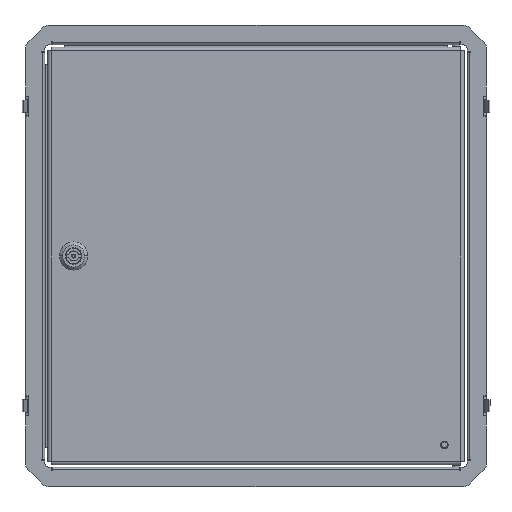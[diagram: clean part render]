
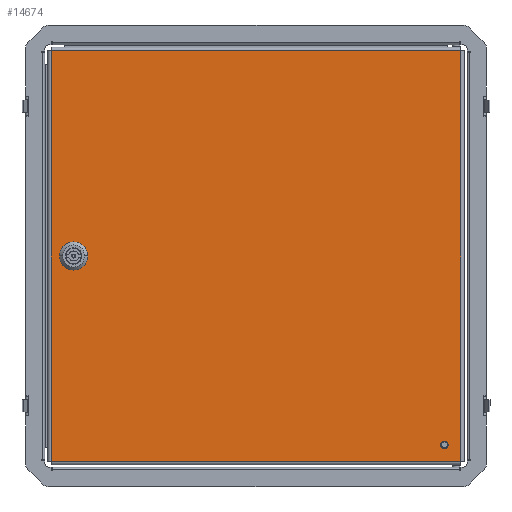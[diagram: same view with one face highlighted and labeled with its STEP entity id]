
A CAD part, top view. The second image highlights one B-rep face of the part: STEP entity #14674.
In plain terms, the highlighted planar face has unit normal (0, 0, 1).
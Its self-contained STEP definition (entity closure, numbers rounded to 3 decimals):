
#365 = VERTEX_POINT ( 'NONE', #2919 ) ;
#489 = AXIS2_PLACEMENT_3D ( 'NONE', #8576, #2200, #25533 ) ;
#864 = EDGE_CURVE ( 'NONE', #9608, #1548, #27014, .T. ) ;
#980 = EDGE_LOOP ( 'NONE', ( #18893, #17611, #23189, #13875 ) ) ;
#1532 = VERTEX_POINT ( 'NONE', #25920 ) ;
#1548 = VERTEX_POINT ( 'NONE', #2581 ) ;
#1604 = CARTESIAN_POINT ( 'NONE',  ( -187.056, 10.05, 0. ) ) ;
#1685 = DIRECTION ( 'NONE',  ( 0., 0., 1. ) ) ;
#1738 = LINE ( 'NONE', #20497, #10917 ) ;
#1835 = EDGE_CURVE ( 'NONE', #22935, #15199, #23516, .T. ) ;
#1942 = VERTEX_POINT ( 'NONE', #21841 ) ;
#1953 = ORIENTED_EDGE ( 'NONE', *, *, #26301, .T. ) ;
#2183 = VERTEX_POINT ( 'NONE', #19982 ) ;
#2200 = DIRECTION ( 'NONE',  ( 0., 0., -1. ) ) ;
#2224 = CARTESIAN_POINT ( 'NONE',  ( -187.056, -10.05, 0. ) ) ;
#2436 = EDGE_LOOP ( 'NONE', ( #7001, #4062 ) ) ;
#2581 = CARTESIAN_POINT ( 'NONE',  ( 204.5, -205., 0. ) ) ;
#2630 = DIRECTION ( 'NONE',  ( 1., 0., 0. ) ) ;
#2801 = AXIS2_PLACEMENT_3D ( 'NONE', #20297, #11534, #21960 ) ;
#2919 = CARTESIAN_POINT ( 'NONE',  ( -187.056, 10.05, 0. ) ) ;
#3119 = ORIENTED_EDGE ( 'NONE', *, *, #6611, .T. ) ;
#3285 = DIRECTION ( 'NONE',  ( 0., -1., 0. ) ) ;
#3419 = CARTESIAN_POINT ( 'NONE',  ( -182., 0., 0. ) ) ;
#4062 = ORIENTED_EDGE ( 'NONE', *, *, #5001, .T. ) ;
#4300 = ORIENTED_EDGE ( 'NONE', *, *, #27057, .T. ) ;
#4457 = CIRCLE ( 'NONE', #489, 3. ) ;
#4478 = CARTESIAN_POINT ( 'NONE',  ( -171.95, 5.056, 0. ) ) ;
#5001 = EDGE_CURVE ( 'NONE', #27098, #23325, #4457, .T. ) ;
#5382 = CIRCLE ( 'NONE', #16936, 3. ) ;
#5662 = DIRECTION ( 'NONE',  ( 0., 0., -1. ) ) ;
#5690 = FACE_OUTER_BOUND ( 'NONE', #980, .T. ) ;
#5927 = EDGE_CURVE ( 'NONE', #23325, #27098, #5382, .T. ) ;
#5971 = FACE_BOUND ( 'NONE', #2436, .T. ) ;
#6021 = CARTESIAN_POINT ( 'NONE',  ( -204.5, 0., 0. ) ) ;
#6118 = AXIS2_PLACEMENT_3D ( 'NONE', #3419, #13668, #13529 ) ;
#6199 = CARTESIAN_POINT ( 'NONE',  ( -187.056, -10.05, 0. ) ) ;
#6367 = DIRECTION ( 'NONE',  ( -1., 0., 0. ) ) ;
#6611 = EDGE_CURVE ( 'NONE', #17739, #1942, #17935, .T. ) ;
#7001 = ORIENTED_EDGE ( 'NONE', *, *, #5927, .T. ) ;
#7697 = DIRECTION ( 'NONE',  ( 1., 0., 0. ) ) ;
#7786 = CARTESIAN_POINT ( 'NONE',  ( -204.5, 205., 0. ) ) ;
#8023 = AXIS2_PLACEMENT_3D ( 'NONE', #10417, #8623, #20727 ) ;
#8242 = CARTESIAN_POINT ( 'NONE',  ( 191., -188.5, 0. ) ) ;
#8456 = DIRECTION ( 'NONE',  ( 0., 0., -1. ) ) ;
#8576 = CARTESIAN_POINT ( 'NONE',  ( 188., -188.5, 0. ) ) ;
#8623 = DIRECTION ( 'NONE',  ( 0., 0., -1. ) ) ;
#8729 = CARTESIAN_POINT ( 'NONE',  ( -182., 0., 0. ) ) ;
#8804 = VECTOR ( 'NONE', #26314, 1000. ) ;
#9022 = VERTEX_POINT ( 'NONE', #7786 ) ;
#9376 = CARTESIAN_POINT ( 'NONE',  ( -171.95, 5.056, 0. ) ) ;
#9608 = VERTEX_POINT ( 'NONE', #18855 ) ;
#9915 = LINE ( 'NONE', #6021, #13122 ) ;
#10038 = CARTESIAN_POINT ( 'NONE',  ( 185., -188.5, 0. ) ) ;
#10117 = VECTOR ( 'NONE', #26021, 1000. ) ;
#10205 = ORIENTED_EDGE ( 'NONE', *, *, #15692, .T. ) ;
#10303 = AXIS2_PLACEMENT_3D ( 'NONE', #24886, #1685, #22656 ) ;
#10417 = CARTESIAN_POINT ( 'NONE',  ( -182., 0., 0. ) ) ;
#10617 = VERTEX_POINT ( 'NONE', #6199 ) ;
#10917 = VECTOR ( 'NONE', #18661, 1000. ) ;
#10922 = ORIENTED_EDGE ( 'NONE', *, *, #19065, .T. ) ;
#11241 = CIRCLE ( 'NONE', #26346, 11.25 ) ;
#11534 = DIRECTION ( 'NONE',  ( 0., 0., -1. ) ) ;
#11838 = CARTESIAN_POINT ( 'NONE',  ( -192.05, -5.056, 0. ) ) ;
#13122 = VECTOR ( 'NONE', #3285, 1000. ) ;
#13529 = DIRECTION ( 'NONE',  ( 1., 0., 0. ) ) ;
#13668 = DIRECTION ( 'NONE',  ( 0., 0., -1. ) ) ;
#13868 = CARTESIAN_POINT ( 'NONE',  ( 188., -188.5, 0. ) ) ;
#13875 = ORIENTED_EDGE ( 'NONE', *, *, #864, .T. ) ;
#14077 = CARTESIAN_POINT ( 'NONE',  ( -171.95, -5.056, 0. ) ) ;
#14470 = DIRECTION ( 'NONE',  ( 1., 0., 0. ) ) ;
#14674 = ADVANCED_FACE ( 'NONE', ( #5690, #24482, #5971 ), #27121, .T. ) ;
#15199 = VERTEX_POINT ( 'NONE', #14077 ) ;
#15370 = EDGE_CURVE ( 'NONE', #1942, #365, #26764, .T. ) ;
#15692 = EDGE_CURVE ( 'NONE', #1532, #22935, #11241, .T. ) ;
#16936 = AXIS2_PLACEMENT_3D ( 'NONE', #13868, #5662, #26536 ) ;
#17611 = ORIENTED_EDGE ( 'NONE', *, *, #23113, .T. ) ;
#17672 = EDGE_LOOP ( 'NONE', ( #10922, #25669, #1953, #3119, #18654, #4300, #10205, #22883 ) ) ;
#17739 = VERTEX_POINT ( 'NONE', #11838 ) ;
#17798 = DIRECTION ( 'NONE',  ( 0., 1., 0. ) ) ;
#17823 = CARTESIAN_POINT ( 'NONE',  ( 204.5, 0., 0. ) ) ;
#17935 = LINE ( 'NONE', #25115, #24510 ) ;
#18654 = ORIENTED_EDGE ( 'NONE', *, *, #15370, .T. ) ;
#18661 = DIRECTION ( 'NONE',  ( -1., 0., 0. ) ) ;
#18855 = CARTESIAN_POINT ( 'NONE',  ( -204.5, -205., 0. ) ) ;
#18893 = ORIENTED_EDGE ( 'NONE', *, *, #21658, .T. ) ;
#18923 = VERTEX_POINT ( 'NONE', #21743 ) ;
#19065 = EDGE_CURVE ( 'NONE', #15199, #18923, #24759, .T. ) ;
#19900 = LINE ( 'NONE', #17823, #8804 ) ;
#19982 = CARTESIAN_POINT ( 'NONE',  ( 204.5, 205., 0. ) ) ;
#20297 = CARTESIAN_POINT ( 'NONE',  ( -182., 0., 0. ) ) ;
#20466 = CIRCLE ( 'NONE', #8023, 11.25 ) ;
#20497 = CARTESIAN_POINT ( 'NONE',  ( 0., 205., 0. ) ) ;
#20727 = DIRECTION ( 'NONE',  ( 1., 0., 0. ) ) ;
#21630 = VECTOR ( 'NONE', #14470, 1000. ) ;
#21658 = EDGE_CURVE ( 'NONE', #1548, #2183, #19900, .T. ) ;
#21743 = CARTESIAN_POINT ( 'NONE',  ( -176.944, -10.05, 0. ) ) ;
#21841 = CARTESIAN_POINT ( 'NONE',  ( -192.05, 5.056, 0. ) ) ;
#21960 = DIRECTION ( 'NONE',  ( 1., 0., 0. ) ) ;
#22653 = VECTOR ( 'NONE', #6367, 1000. ) ;
#22656 = DIRECTION ( 'NONE',  ( 1., 0., 0. ) ) ;
#22844 = LINE ( 'NONE', #1604, #25412 ) ;
#22883 = ORIENTED_EDGE ( 'NONE', *, *, #1835, .T. ) ;
#22935 = VERTEX_POINT ( 'NONE', #9376 ) ;
#23085 = EDGE_CURVE ( 'NONE', #9022, #9608, #9915, .T. ) ;
#23113 = EDGE_CURVE ( 'NONE', #2183, #9022, #1738, .T. ) ;
#23189 = ORIENTED_EDGE ( 'NONE', *, *, #23085, .T. ) ;
#23325 = VERTEX_POINT ( 'NONE', #8242 ) ;
#23516 = LINE ( 'NONE', #4478, #10117 ) ;
#24482 = FACE_BOUND ( 'NONE', #17672, .T. ) ;
#24510 = VECTOR ( 'NONE', #17798, 1000. ) ;
#24759 = CIRCLE ( 'NONE', #6118, 11.25 ) ;
#24886 = CARTESIAN_POINT ( 'NONE',  ( 0., 0., 0. ) ) ;
#25019 = LINE ( 'NONE', #2224, #22653 ) ;
#25115 = CARTESIAN_POINT ( 'NONE',  ( -192.05, 5.056, 0. ) ) ;
#25412 = VECTOR ( 'NONE', #7697, 1000. ) ;
#25452 = EDGE_CURVE ( 'NONE', #18923, #10617, #25019, .T. ) ;
#25533 = DIRECTION ( 'NONE',  ( 1., 0., 0. ) ) ;
#25669 = ORIENTED_EDGE ( 'NONE', *, *, #25452, .T. ) ;
#25920 = CARTESIAN_POINT ( 'NONE',  ( -176.944, 10.05, 0. ) ) ;
#26021 = DIRECTION ( 'NONE',  ( 0., -1., 0. ) ) ;
#26301 = EDGE_CURVE ( 'NONE', #10617, #17739, #20466, .T. ) ;
#26314 = DIRECTION ( 'NONE',  ( 0., 1., 0. ) ) ;
#26346 = AXIS2_PLACEMENT_3D ( 'NONE', #8729, #8456, #2630 ) ;
#26536 = DIRECTION ( 'NONE',  ( 1., 0., 0. ) ) ;
#26764 = CIRCLE ( 'NONE', #2801, 11.25 ) ;
#26883 = CARTESIAN_POINT ( 'NONE',  ( 0., -205., 0. ) ) ;
#27014 = LINE ( 'NONE', #26883, #21630 ) ;
#27057 = EDGE_CURVE ( 'NONE', #365, #1532, #22844, .T. ) ;
#27098 = VERTEX_POINT ( 'NONE', #10038 ) ;
#27121 = PLANE ( 'NONE',  #10303 ) ;
